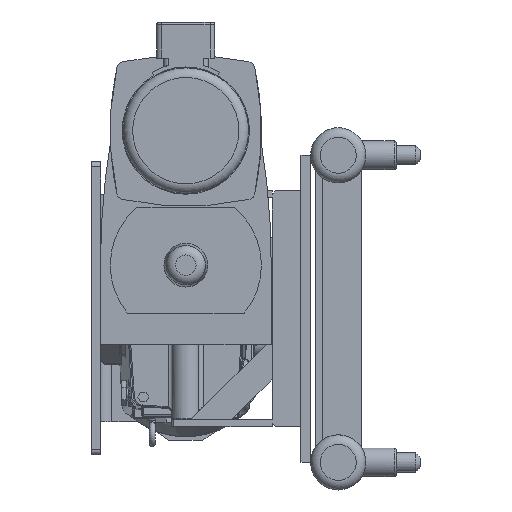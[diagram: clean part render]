
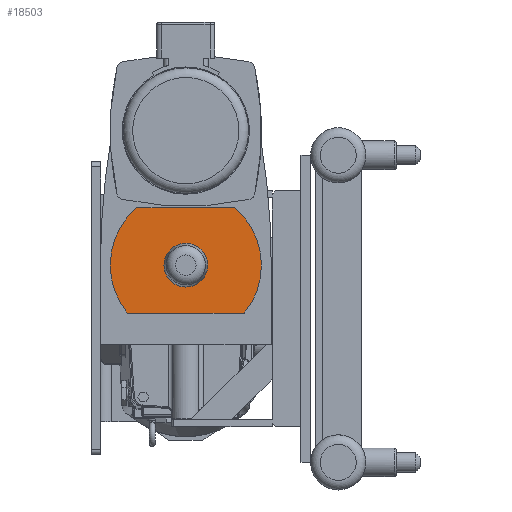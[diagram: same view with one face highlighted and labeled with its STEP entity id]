
A CAD part, left-side view. The second image highlights one B-rep face of the part: STEP entity #18503.
In plain terms, the highlighted planar face has unit normal (-1, 0, 0).
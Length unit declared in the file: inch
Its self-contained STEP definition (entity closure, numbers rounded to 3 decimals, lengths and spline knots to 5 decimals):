
#678=CIRCLE('',#19694,1.1405);
#680=CIRCLE('',#19698,3.937);
#682=CIRCLE('',#19702,3.937);
#1664=FACE_BOUND('',#3602,.T.);
#1887=PLANE('',#19704);
#2481=FACE_OUTER_BOUND('',#3601,.T.);
#3601=EDGE_LOOP('',(#13578,#13579,#13580,#13581));
#3602=EDGE_LOOP('',(#13582));
#4966=LINE('',#29101,#6448);
#4970=LINE('',#29111,#6452);
#6448=VECTOR('',#22462,0.3937);
#6452=VECTOR('',#22474,0.3937);
#8137=VERTEX_POINT('',#29084);
#8140=VERTEX_POINT('',#29092);
#8141=VERTEX_POINT('',#29094);
#8143=VERTEX_POINT('',#29100);
#8145=VERTEX_POINT('',#29106);
#10166=EDGE_CURVE('',#8137,#8137,#678,.T.);
#10169=EDGE_CURVE('',#8141,#8140,#680,.T.);
#10172=EDGE_CURVE('',#8143,#8141,#4966,.T.);
#10175=EDGE_CURVE('',#8145,#8143,#682,.T.);
#10178=EDGE_CURVE('',#8140,#8145,#4970,.T.);
#13578=ORIENTED_EDGE('',*,*,#10178,.T.);
#13579=ORIENTED_EDGE('',*,*,#10175,.T.);
#13580=ORIENTED_EDGE('',*,*,#10172,.T.);
#13581=ORIENTED_EDGE('',*,*,#10169,.T.);
#13582=ORIENTED_EDGE('',*,*,#10166,.T.);
#18503=ADVANCED_FACE('',(#2481,#1664),#1887,.F.);
#19694=AXIS2_PLACEMENT_3D('',#29086,#22447,#22448);
#19698=AXIS2_PLACEMENT_3D('',#29095,#22456,#22457);
#19702=AXIS2_PLACEMENT_3D('',#29107,#22468,#22469);
#19704=AXIS2_PLACEMENT_3D('',#29112,#22475,#22476);
#22447=DIRECTION('center_axis',(1.,0.,0.));
#22448=DIRECTION('ref_axis',(0.,1.,0.));
#22456=DIRECTION('center_axis',(-1.,0.,0.));
#22457=DIRECTION('ref_axis',(0.,0.773,0.635));
#22462=DIRECTION('',(0.,-1.,0.));
#22468=DIRECTION('center_axis',(-1.,0.,0.));
#22469=DIRECTION('ref_axis',(0.,-0.648,-0.762));
#22474=DIRECTION('',(0.,1.,0.));
#22475=DIRECTION('center_axis',(1.,0.,0.));
#22476=DIRECTION('ref_axis',(0.,1.,0.));
#29084=CARTESIAN_POINT('',(-25.872,-1.1405,2.25));
#29086=CARTESIAN_POINT('Origin',(-25.872,0.,2.25));
#29092=CARTESIAN_POINT('',(-25.872,-2.5495,5.25));
#29094=CARTESIAN_POINT('',(-25.872,-3.04138,-0.25));
#29095=CARTESIAN_POINT('Origin',(-25.872,0.,2.25));
#29100=CARTESIAN_POINT('',(-25.872,3.04138,-0.25));
#29101=CARTESIAN_POINT('',(-25.872,-3.04138,-0.25));
#29106=CARTESIAN_POINT('',(-25.872,2.5495,5.25));
#29107=CARTESIAN_POINT('Origin',(-25.872,0.,2.25));
#29111=CARTESIAN_POINT('',(-25.872,2.5495,5.25));
#29112=CARTESIAN_POINT('Origin',(-25.872,0.,2.39709));
